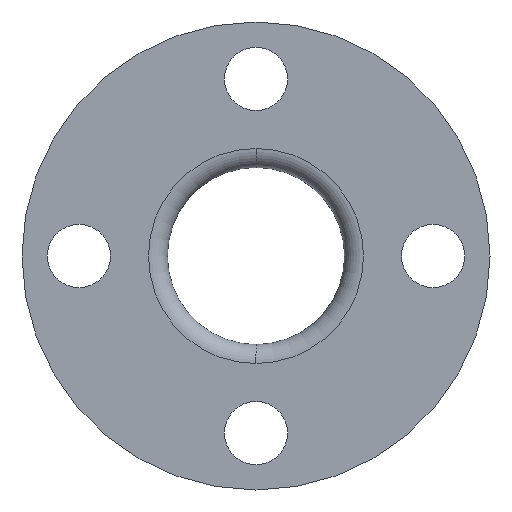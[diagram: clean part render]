
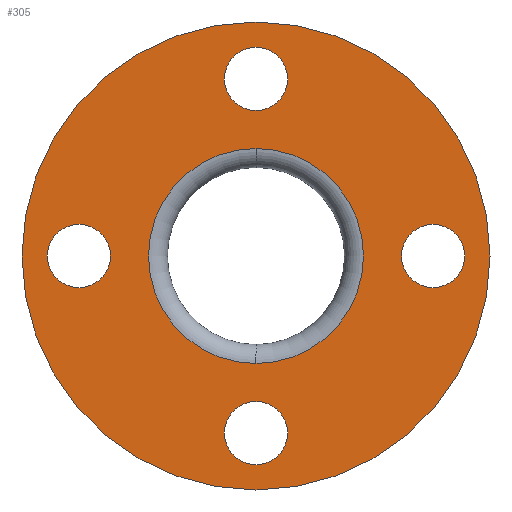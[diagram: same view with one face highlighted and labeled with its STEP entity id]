
A CAD part, left-side view. The second image highlights one B-rep face of the part: STEP entity #305.
In plain terms, the highlighted planar face has unit normal (-1, 0, 0).
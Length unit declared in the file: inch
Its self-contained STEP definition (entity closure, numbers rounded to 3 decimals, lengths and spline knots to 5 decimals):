
#7 = DIRECTION ( 'NONE',  ( 0., 0., 1. ) ) ;
#12 = DIRECTION ( 'NONE',  ( 0., 0., 1. ) ) ;
#15 = FACE_BOUND ( 'NONE', #694, .T. ) ;
#18 = VERTEX_POINT ( 'NONE', #296 ) ;
#30 = EDGE_CURVE ( 'NONE', #504, #65, #272, .T. ) ;
#32 = DIRECTION ( 'NONE',  ( 0., 0., -1. ) ) ;
#33 = CARTESIAN_POINT ( 'NONE',  ( 0.92486, -1.75, 0. ) ) ;
#36 = CARTESIAN_POINT ( 'NONE',  ( 0.92486, 0., -1.75 ) ) ;
#39 = CARTESIAN_POINT ( 'NONE',  ( 0.92486, -1.75, 0.3125 ) ) ;
#44 = EDGE_LOOP ( 'NONE', ( #481, #268 ) ) ;
#51 = ORIENTED_EDGE ( 'NONE', *, *, #660, .T. ) ;
#54 = DIRECTION ( 'NONE',  ( 0., 0., 1. ) ) ;
#55 = CARTESIAN_POINT ( 'NONE',  ( 0.92486, 0., -2.3125 ) ) ;
#60 = EDGE_LOOP ( 'NONE', ( #618, #567 ) ) ;
#62 = AXIS2_PLACEMENT_3D ( 'NONE', #408, #225, #7 ) ;
#65 = VERTEX_POINT ( 'NONE', #39 ) ;
#68 = PLANE ( 'NONE',  #470 ) ;
#88 = CARTESIAN_POINT ( 'NONE',  ( 0.92486, -1.75, 0. ) ) ;
#111 = CARTESIAN_POINT ( 'NONE',  ( 0.92486, 0., 0. ) ) ;
#116 = VERTEX_POINT ( 'NONE', #657 ) ;
#122 = CARTESIAN_POINT ( 'NONE',  ( 0.92486, 0., 0. ) ) ;
#124 = ORIENTED_EDGE ( 'NONE', *, *, #141, .F. ) ;
#133 = AXIS2_PLACEMENT_3D ( 'NONE', #352, #590, #594 ) ;
#136 = VERTEX_POINT ( 'NONE', #485 ) ;
#141 = EDGE_CURVE ( 'NONE', #667, #581, #204, .T. ) ;
#145 = EDGE_CURVE ( 'NONE', #136, #203, #388, .T. ) ;
#151 = AXIS2_PLACEMENT_3D ( 'NONE', #357, #363, #596 ) ;
#156 = EDGE_CURVE ( 'NONE', #234, #564, #705, .T. ) ;
#157 = VERTEX_POINT ( 'NONE', #303 ) ;
#175 = EDGE_LOOP ( 'NONE', ( #599, #51 ) ) ;
#192 = DIRECTION ( 'NONE',  ( 0., 0., 1. ) ) ;
#203 = VERTEX_POINT ( 'NONE', #230 ) ;
#204 = CIRCLE ( 'NONE', #619, 0.3125 ) ;
#206 = DIRECTION ( 'NONE',  ( -1., 0., 0. ) ) ;
#207 = AXIS2_PLACEMENT_3D ( 'NONE', #36, #206, #563 ) ;
#215 = EDGE_CURVE ( 'NONE', #564, #234, #339, .T. ) ;
#220 = FACE_OUTER_BOUND ( 'NONE', #175, .T. ) ;
#222 = EDGE_LOOP ( 'NONE', ( #380, #124 ) ) ;
#223 = CARTESIAN_POINT ( 'NONE',  ( 0.92486, 1.75, 0. ) ) ;
#225 = DIRECTION ( 'NONE',  ( -1., 0., 0. ) ) ;
#226 = DIRECTION ( 'NONE',  ( -1., 0., 0. ) ) ;
#230 = CARTESIAN_POINT ( 'NONE',  ( 0.92486, 0., 1.0625 ) ) ;
#231 = DIRECTION ( 'NONE',  ( 0., 0., 1. ) ) ;
#232 = DIRECTION ( 'NONE',  ( -1., 0., 0. ) ) ;
#234 = VERTEX_POINT ( 'NONE', #383 ) ;
#235 = CIRCLE ( 'NONE', #311, 0.3125 ) ;
#268 = ORIENTED_EDGE ( 'NONE', *, *, #215, .F. ) ;
#269 = ORIENTED_EDGE ( 'NONE', *, *, #30, .F. ) ;
#272 = CIRCLE ( 'NONE', #381, 0.3125 ) ;
#296 = CARTESIAN_POINT ( 'NONE',  ( 0.92486, 1.75, 0.3125 ) ) ;
#303 = CARTESIAN_POINT ( 'NONE',  ( 0.92486, 0., 2.3125 ) ) ;
#305 = ADVANCED_FACE ( 'NONE', ( #310, #15, #404, #634, #583, #220 ), #68, .T. ) ;
#309 = DIRECTION ( 'NONE',  ( 0., 0., -1. ) ) ;
#310 = FACE_BOUND ( 'NONE', #222, .T. ) ;
#311 = AXIS2_PLACEMENT_3D ( 'NONE', #635, #226, #54 ) ;
#319 = CIRCLE ( 'NONE', #533, 2.3125 ) ;
#339 = CIRCLE ( 'NONE', #207, 0.3125 ) ;
#342 = AXIS2_PLACEMENT_3D ( 'NONE', #33, #714, #309 ) ;
#349 = EDGE_CURVE ( 'NONE', #18, #116, #447, .T. ) ;
#352 = CARTESIAN_POINT ( 'NONE',  ( 0.92486, 0., 0. ) ) ;
#355 = CARTESIAN_POINT ( 'NONE',  ( 0.92486, -1.75, -0.3125 ) ) ;
#357 = CARTESIAN_POINT ( 'NONE',  ( 0.92486, 0., -1.75 ) ) ;
#363 = DIRECTION ( 'NONE',  ( -1., 0., 0. ) ) ;
#364 = EDGE_CURVE ( 'NONE', #116, #18, #235, .T. ) ;
#368 = CARTESIAN_POINT ( 'NONE',  ( 0.92486, 0., -2.0625 ) ) ;
#378 = EDGE_CURVE ( 'NONE', #581, #667, #393, .T. ) ;
#380 = ORIENTED_EDGE ( 'NONE', *, *, #378, .F. ) ;
#381 = AXIS2_PLACEMENT_3D ( 'NONE', #88, #424, #32 ) ;
#383 = CARTESIAN_POINT ( 'NONE',  ( 0.92486, 0., -1.4375 ) ) ;
#388 = CIRCLE ( 'NONE', #498, 1.0625 ) ;
#393 = CIRCLE ( 'NONE', #683, 0.3125 ) ;
#396 = CARTESIAN_POINT ( 'NONE',  ( 0.92486, 0., 1.75 ) ) ;
#404 = FACE_BOUND ( 'NONE', #44, .T. ) ;
#408 = CARTESIAN_POINT ( 'NONE',  ( 0.92486, 0., 0. ) ) ;
#424 = DIRECTION ( 'NONE',  ( -1., 0., 0. ) ) ;
#433 = DIRECTION ( 'NONE',  ( 0., -1., 0. ) ) ;
#447 = CIRCLE ( 'NONE', #565, 0.3125 ) ;
#454 = DIRECTION ( 'NONE',  ( -1., 0., 0. ) ) ;
#458 = CIRCLE ( 'NONE', #62, 2.3125 ) ;
#469 = DIRECTION ( 'NONE',  ( 0., 0., 1. ) ) ;
#470 = AXIS2_PLACEMENT_3D ( 'NONE', #122, #232, #469 ) ;
#471 = DIRECTION ( 'NONE',  ( 0., -1., 0. ) ) ;
#481 = ORIENTED_EDGE ( 'NONE', *, *, #156, .F. ) ;
#482 = DIRECTION ( 'NONE',  ( -1., 0., 0. ) ) ;
#485 = CARTESIAN_POINT ( 'NONE',  ( 0.92486, 0., -1.0625 ) ) ;
#498 = AXIS2_PLACEMENT_3D ( 'NONE', #539, #650, #192 ) ;
#500 = CIRCLE ( 'NONE', #133, 1.0625 ) ;
#504 = VERTEX_POINT ( 'NONE', #355 ) ;
#506 = EDGE_CURVE ( 'NONE', #203, #136, #500, .T. ) ;
#523 = CARTESIAN_POINT ( 'NONE',  ( 0.92486, 0., 1.4375 ) ) ;
#533 = AXIS2_PLACEMENT_3D ( 'NONE', #111, #633, #231 ) ;
#539 = CARTESIAN_POINT ( 'NONE',  ( 0.92486, 0., 0. ) ) ;
#541 = EDGE_CURVE ( 'NONE', #65, #504, #653, .T. ) ;
#563 = DIRECTION ( 'NONE',  ( 0., 1., 0. ) ) ;
#564 = VERTEX_POINT ( 'NONE', #368 ) ;
#565 = AXIS2_PLACEMENT_3D ( 'NONE', #223, #580, #12 ) ;
#567 = ORIENTED_EDGE ( 'NONE', *, *, #145, .T. ) ;
#580 = DIRECTION ( 'NONE',  ( -1., 0., 0. ) ) ;
#581 = VERTEX_POINT ( 'NONE', #685 ) ;
#583 = FACE_BOUND ( 'NONE', #60, .T. ) ;
#590 = DIRECTION ( 'NONE',  ( 1., 0., 0. ) ) ;
#591 = ORIENTED_EDGE ( 'NONE', *, *, #364, .F. ) ;
#594 = DIRECTION ( 'NONE',  ( 0., 0., 1. ) ) ;
#596 = DIRECTION ( 'NONE',  ( 0., 1., 0. ) ) ;
#599 = ORIENTED_EDGE ( 'NONE', *, *, #620, .T. ) ;
#618 = ORIENTED_EDGE ( 'NONE', *, *, #506, .T. ) ;
#619 = AXIS2_PLACEMENT_3D ( 'NONE', #708, #482, #433 ) ;
#620 = EDGE_CURVE ( 'NONE', #157, #703, #458, .T. ) ;
#633 = DIRECTION ( 'NONE',  ( -1., 0., 0. ) ) ;
#634 = FACE_BOUND ( 'NONE', #686, .T. ) ;
#635 = CARTESIAN_POINT ( 'NONE',  ( 0.92486, 1.75, 0. ) ) ;
#650 = DIRECTION ( 'NONE',  ( 1., 0., 0. ) ) ;
#653 = CIRCLE ( 'NONE', #342, 0.3125 ) ;
#656 = ORIENTED_EDGE ( 'NONE', *, *, #349, .F. ) ;
#657 = CARTESIAN_POINT ( 'NONE',  ( 0.92486, 1.75, -0.3125 ) ) ;
#660 = EDGE_CURVE ( 'NONE', #703, #157, #319, .T. ) ;
#667 = VERTEX_POINT ( 'NONE', #523 ) ;
#683 = AXIS2_PLACEMENT_3D ( 'NONE', #396, #454, #471 ) ;
#685 = CARTESIAN_POINT ( 'NONE',  ( 0.92486, 0., 2.0625 ) ) ;
#686 = EDGE_LOOP ( 'NONE', ( #656, #591 ) ) ;
#694 = EDGE_LOOP ( 'NONE', ( #713, #269 ) ) ;
#703 = VERTEX_POINT ( 'NONE', #55 ) ;
#705 = CIRCLE ( 'NONE', #151, 0.3125 ) ;
#708 = CARTESIAN_POINT ( 'NONE',  ( 0.92486, 0., 1.75 ) ) ;
#713 = ORIENTED_EDGE ( 'NONE', *, *, #541, .F. ) ;
#714 = DIRECTION ( 'NONE',  ( -1., 0., 0. ) ) ;
